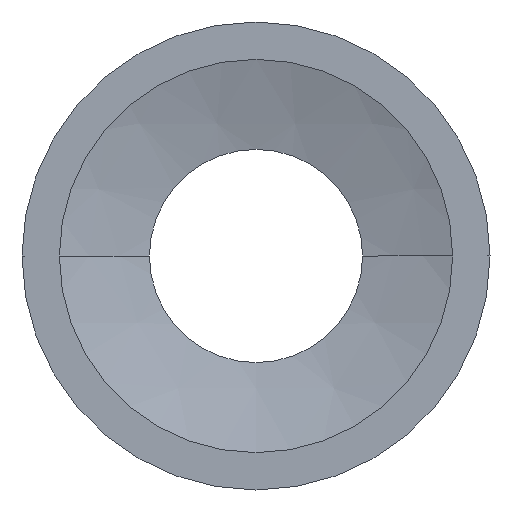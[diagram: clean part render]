
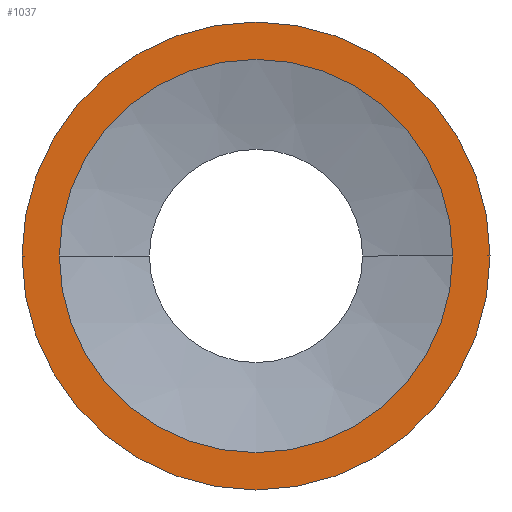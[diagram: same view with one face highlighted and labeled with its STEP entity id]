
A CAD part, front view. The second image highlights one B-rep face of the part: STEP entity #1037.
In plain terms, the highlighted planar face has unit normal (0, -1, 0).
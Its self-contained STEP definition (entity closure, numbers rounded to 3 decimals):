
#1 = DIRECTION ( 'NONE',  ( 0., 0., 1. ) ) ;
#13 = CARTESIAN_POINT ( 'NONE',  ( 0., 225.616, 0. ) ) ;
#63 = CARTESIAN_POINT ( 'NONE',  ( 0., 225.616, 0. ) ) ;
#158 = CARTESIAN_POINT ( 'NONE',  ( 13.101, 225.616, 0. ) ) ;
#161 = DIRECTION ( 'NONE',  ( 0., 0., 1. ) ) ;
#185 = CARTESIAN_POINT ( 'NONE',  ( -61.185, 225.616, -41. ) ) ;
#192 = DIRECTION ( 'NONE',  ( 0., 0., 1. ) ) ;
#234 = EDGE_CURVE ( 'NONE', #1188, #1504, #1741, .T. ) ;
#334 = DIRECTION ( 'NONE',  ( 0., 0., 1. ) ) ;
#386 = AXIS2_PLACEMENT_3D ( 'NONE', #1665, #1207, #1 ) ;
#401 = PLANE ( 'NONE',  #1063 ) ;
#415 = AXIS2_PLACEMENT_3D ( 'NONE', #13, #459, #161 ) ;
#435 = EDGE_CURVE ( 'NONE', #1834, #1621, #1031, .T. ) ;
#459 = DIRECTION ( 'NONE',  ( 0., 1., 0. ) ) ;
#513 = CARTESIAN_POINT ( 'NONE',  ( 0., 225.616, 0. ) ) ;
#660 = AXIS2_PLACEMENT_3D ( 'NONE', #63, #1240, #334 ) ;
#667 = EDGE_CURVE ( 'NONE', #1504, #1188, #1886, .T. ) ;
#716 = ORIENTED_EDGE ( 'NONE', *, *, #234, .T. ) ;
#777 = ORIENTED_EDGE ( 'NONE', *, *, #435, .T. ) ;
#865 = CARTESIAN_POINT ( 'NONE',  ( -15.589, 225.616, 0. ) ) ;
#890 = AXIS2_PLACEMENT_3D ( 'NONE', #513, #1406, #192 ) ;
#947 = EDGE_LOOP ( 'NONE', ( #1801, #716 ) ) ;
#1031 = CIRCLE ( 'NONE', #660, 15.589 ) ;
#1037 = ADVANCED_FACE ( 'NONE', ( #1134, #1745 ), #401, .F. ) ;
#1063 = AXIS2_PLACEMENT_3D ( 'NONE', #185, #1185, #1527 ) ;
#1071 = EDGE_CURVE ( 'NONE', #1621, #1834, #1222, .T. ) ;
#1134 = FACE_BOUND ( 'NONE', #947, .T. ) ;
#1185 = DIRECTION ( 'NONE',  ( 0., 1., 0. ) ) ;
#1188 = VERTEX_POINT ( 'NONE', #158 ) ;
#1207 = DIRECTION ( 'NONE',  ( 0., -1., 0. ) ) ;
#1222 = CIRCLE ( 'NONE', #386, 15.589 ) ;
#1240 = DIRECTION ( 'NONE',  ( 0., -1., 0. ) ) ;
#1406 = DIRECTION ( 'NONE',  ( 0., 1., 0. ) ) ;
#1479 = ORIENTED_EDGE ( 'NONE', *, *, #1071, .T. ) ;
#1504 = VERTEX_POINT ( 'NONE', #1829 ) ;
#1527 = DIRECTION ( 'NONE',  ( 0., 0., 1. ) ) ;
#1539 = CARTESIAN_POINT ( 'NONE',  ( 15.589, 225.616, 0. ) ) ;
#1606 = EDGE_LOOP ( 'NONE', ( #1479, #777 ) ) ;
#1621 = VERTEX_POINT ( 'NONE', #865 ) ;
#1665 = CARTESIAN_POINT ( 'NONE',  ( 0., 225.616, 0. ) ) ;
#1741 = CIRCLE ( 'NONE', #890, 13.101 ) ;
#1745 = FACE_OUTER_BOUND ( 'NONE', #1606, .T. ) ;
#1801 = ORIENTED_EDGE ( 'NONE', *, *, #667, .T. ) ;
#1829 = CARTESIAN_POINT ( 'NONE',  ( -13.101, 225.616, 0. ) ) ;
#1834 = VERTEX_POINT ( 'NONE', #1539 ) ;
#1886 = CIRCLE ( 'NONE', #415, 13.101 ) ;
